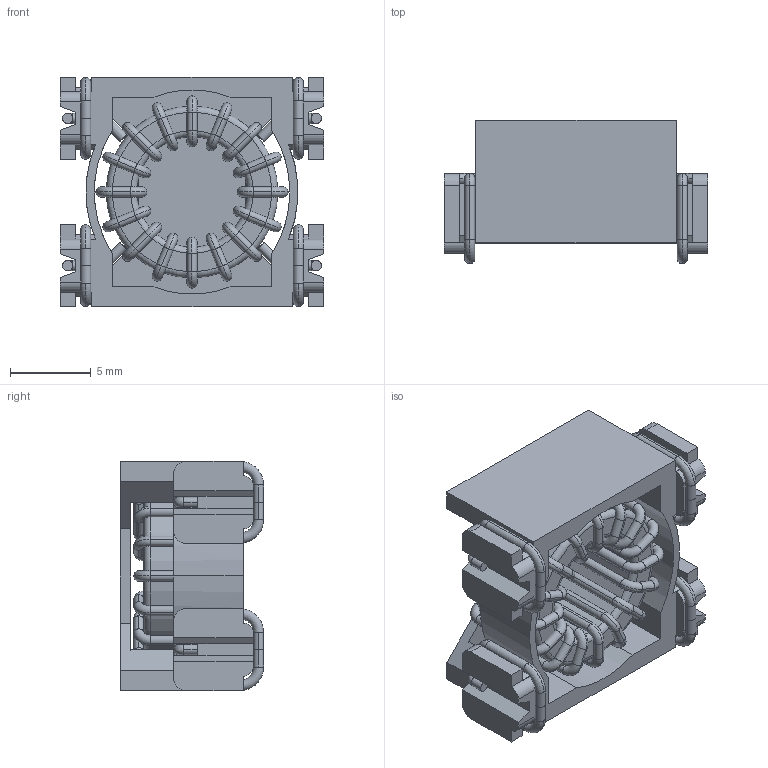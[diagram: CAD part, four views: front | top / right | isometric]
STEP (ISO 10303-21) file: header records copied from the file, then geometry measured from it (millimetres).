
FILE_DESCRIPTION (( 'STEP AP214' ), '1' );
FILE_NAME ('PE-53913NLT.STEP', '2021-06-04T00:18:51', ( '' ), ( '' ), 'SwSTEP 2.0', 'SolidWorks 2017', '' );
FILE_SCHEMA (( 'AUTOMOTIVE_DESIGN' ));
Length unit declared in the file: inch
Products named in the file (1): PE-53913NLT
Bounding box: 16.38 x 8.89 x 14.22 mm (x, y, z)
Volume: 882.2 mm3; surface area: 2190.9 mm2
Topology: 22 solids, 22 shells, 517 faces, 1280 edges, 756 vertices
Faces by surface type: cylinder 226, torus 184, plane 107
Entity records: 15625 total; most frequent: DIRECTION 3056, CARTESIAN_POINT 2550, ORIENTED_EDGE 2528, AXIS2_PLACEMENT_3D 1278, EDGE_CURVE 1264, CIRCLE 760, VERTEX_POINT 756, EDGE_LOOP 520
